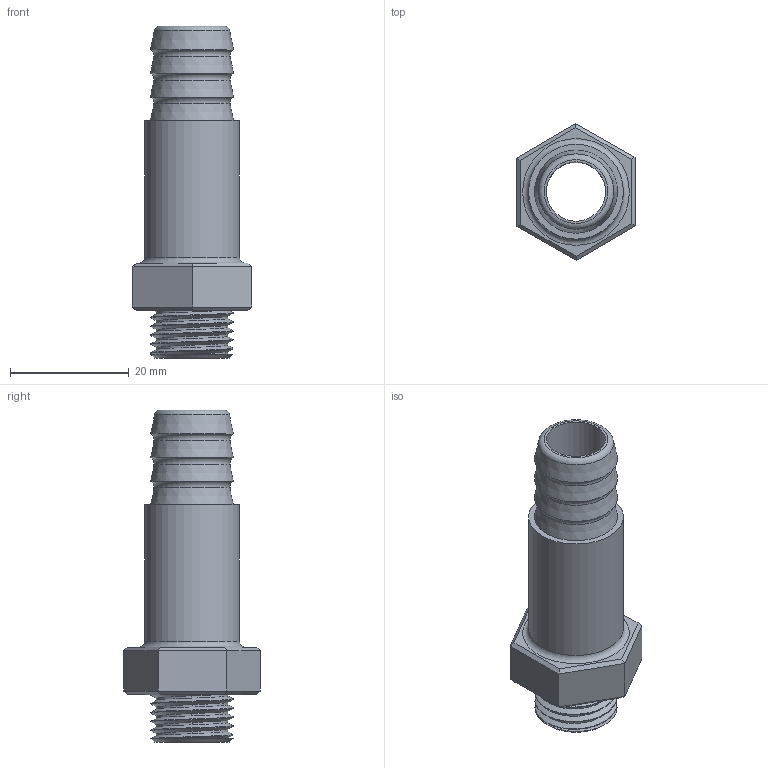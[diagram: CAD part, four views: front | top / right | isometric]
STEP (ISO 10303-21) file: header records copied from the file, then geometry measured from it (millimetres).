
FILE_DESCRIPTION(/* description */ (''),/* implementation_level */ '2;1');
FILE_NAME(/* name */ 'threded adapter 14mm.step',/* time_stamp */ '2020-12-18T16:37:59+06:00',/* author */ (''),/* organization */ (''),/* preprocessor_version */ 'ST-DEVELOPER v18.1',/* originating_system */ 'Autodesk Translation Framework v9.7.1.1290',/* authorisation */ '');
FILE_SCHEMA (('AUTOMOTIVE_DESIGN { 1 0 10303 214 3 1 1 }'));
Length unit declared in the file: millimetre
Products named in the file (1): threded adapter 14mm
Bounding box: 20.09 x 23.09 x 56 mm (x, y, z)
Volume: 6443.3 mm3; surface area: 5204.8 mm2
Topology: 1 solids, 1 shells, 50 faces, 119 edges, 74 vertices
Faces by surface type: plane 24, cylinder 14, torus 5, cone 5, bspline 2
Full cylindrical faces by diameter (mm): 10 x1, 12.137 x4, 13.85 x4, 16 x1
Entity records: 2951 total; most frequent: CARTESIAN_POINT 1793, ORIENTED_EDGE 238, DIRECTION 221, EDGE_CURVE 119, AXIS2_PLACEMENT_3D 81, VERTEX_POINT 74, LINE 59, VECTOR 59
